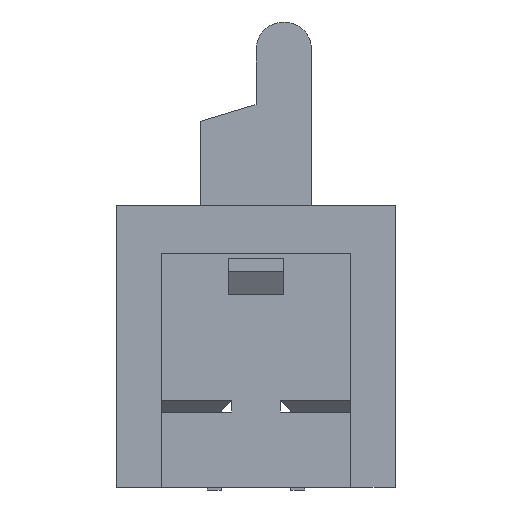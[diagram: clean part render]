
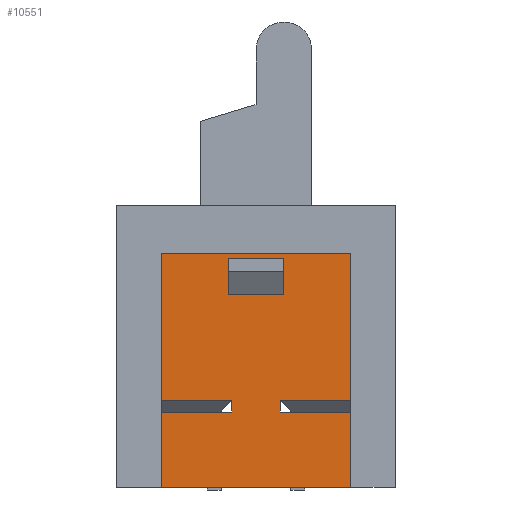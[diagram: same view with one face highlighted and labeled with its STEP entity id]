
A CAD part, left-side view. The second image highlights one B-rep face of the part: STEP entity #10551.
In plain terms, the highlighted planar face has unit normal (-1, 0, 0).
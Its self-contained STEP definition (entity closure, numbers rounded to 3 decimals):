
#26 = CARTESIAN_POINT ( 'NONE',  ( 1.355, -1.7, 2.35 ) ) ;
#212 = CARTESIAN_POINT ( 'NONE',  ( 1.355, 0.439, -0.5 ) ) ;
#223 = VERTEX_POINT ( 'NONE', #1985 ) ;
#292 = EDGE_CURVE ( 'NONE', #223, #4556, #9934, .T. ) ;
#403 = EDGE_CURVE ( 'NONE', #4556, #7890, #12091, .T. ) ;
#459 = VECTOR ( 'NONE', #10718, 1000. ) ;
#513 = VECTOR ( 'NONE', #5788, 1000. ) ;
#564 = ORIENTED_EDGE ( 'NONE', *, *, #8604, .T. ) ;
#799 = LINE ( 'NONE', #2650, #10296 ) ;
#940 = LINE ( 'NONE', #1892, #2849 ) ;
#967 = DIRECTION ( 'NONE',  ( 0., -1., 0. ) ) ;
#1127 = LINE ( 'NONE', #1898, #2259 ) ;
#1291 = CARTESIAN_POINT ( 'NONE',  ( 1.355, 0.439, 0.5 ) ) ;
#1296 = VERTEX_POINT ( 'NONE', #7623 ) ;
#1336 = LINE ( 'NONE', #11132, #4753 ) ;
#1657 = CARTESIAN_POINT ( 'NONE',  ( 1.355, 1.7, 2.35 ) ) ;
#1747 = VERTEX_POINT ( 'NONE', #7737 ) ;
#1794 = ORIENTED_EDGE ( 'NONE', *, *, #4057, .T. ) ;
#1817 = CARTESIAN_POINT ( 'NONE',  ( 1.355, -0.5, 1.6 ) ) ;
#1892 = CARTESIAN_POINT ( 'NONE',  ( 1.355, 0.5, 1.6 ) ) ;
#1898 = CARTESIAN_POINT ( 'NONE',  ( 1.355, 1.7, 2.35 ) ) ;
#1985 = CARTESIAN_POINT ( 'NONE',  ( 1.355, -0.439, -0.5 ) ) ;
#2011 = LINE ( 'NONE', #5920, #5532 ) ;
#2077 = DIRECTION ( 'NONE',  ( 0., -1., 0. ) ) ;
#2252 = VECTOR ( 'NONE', #2077, 1000. ) ;
#2259 = VECTOR ( 'NONE', #10733, 1000. ) ;
#2327 = ORIENTED_EDGE ( 'NONE', *, *, #8204, .F. ) ;
#2540 = CARTESIAN_POINT ( 'NONE',  ( 1.355, 1.7, -1.85 ) ) ;
#2650 = CARTESIAN_POINT ( 'NONE',  ( 1.355, -2.5, -0.3 ) ) ;
#2681 = DIRECTION ( 'NONE',  ( 0., 0., -1. ) ) ;
#2707 = CARTESIAN_POINT ( 'NONE',  ( 1.355, -0.5, 2.25 ) ) ;
#2738 = ORIENTED_EDGE ( 'NONE', *, *, #7126, .F. ) ;
#2763 = ORIENTED_EDGE ( 'NONE', *, *, #11876, .F. ) ;
#2849 = VECTOR ( 'NONE', #7844, 1000. ) ;
#3167 = ORIENTED_EDGE ( 'NONE', *, *, #11874, .T. ) ;
#3435 = ORIENTED_EDGE ( 'NONE', *, *, #8276, .F. ) ;
#3475 = EDGE_CURVE ( 'NONE', #8684, #1747, #1127, .T. ) ;
#3722 = EDGE_CURVE ( 'NONE', #7597, #4845, #11480, .T. ) ;
#3842 = VERTEX_POINT ( 'NONE', #7834 ) ;
#3969 = VERTEX_POINT ( 'NONE', #6901 ) ;
#4002 = ORIENTED_EDGE ( 'NONE', *, *, #3722, .T. ) ;
#4024 = DIRECTION ( 'NONE',  ( 0., -1., 0. ) ) ;
#4057 = EDGE_CURVE ( 'NONE', #5650, #3969, #1336, .T. ) ;
#4158 = VERTEX_POINT ( 'NONE', #10043 ) ;
#4167 = VERTEX_POINT ( 'NONE', #5177 ) ;
#4264 = DIRECTION ( 'NONE',  ( 0., -1., 0. ) ) ;
#4394 = VECTOR ( 'NONE', #4264, 1000. ) ;
#4462 = ORIENTED_EDGE ( 'NONE', *, *, #9742, .F. ) ;
#4556 = VERTEX_POINT ( 'NONE', #7917 ) ;
#4750 = EDGE_CURVE ( 'NONE', #1747, #6683, #799, .T. ) ;
#4753 = VECTOR ( 'NONE', #7037, 1000. ) ;
#4845 = VERTEX_POINT ( 'NONE', #9153 ) ;
#4968 = DIRECTION ( 'NONE',  ( 0., 0., -1. ) ) ;
#5103 = LINE ( 'NONE', #9786, #7189 ) ;
#5171 = VECTOR ( 'NONE', #967, 1000. ) ;
#5177 = CARTESIAN_POINT ( 'NONE',  ( 1.355, -1.7, -0.3 ) ) ;
#5327 = ORIENTED_EDGE ( 'NONE', *, *, #10798, .T. ) ;
#5497 = EDGE_LOOP ( 'NONE', ( #8014, #2738, #3167, #4002 ) ) ;
#5524 = DIRECTION ( 'NONE',  ( 0., -1., 0. ) ) ;
#5532 = VECTOR ( 'NONE', #4968, 1000. ) ;
#5566 = DIRECTION ( 'NONE',  ( 1., 0., 0. ) ) ;
#5650 = VERTEX_POINT ( 'NONE', #7206 ) ;
#5788 = DIRECTION ( 'NONE',  ( 0., -1., 0. ) ) ;
#5920 = CARTESIAN_POINT ( 'NONE',  ( 1.355, -0.439, 0.5 ) ) ;
#6065 = CARTESIAN_POINT ( 'NONE',  ( 1.355, -1.7, -1.85 ) ) ;
#6158 = LINE ( 'NONE', #1291, #8605 ) ;
#6173 = CARTESIAN_POINT ( 'NONE',  ( 1.355, -0.439, -0.3 ) ) ;
#6511 = FACE_BOUND ( 'NONE', #5497, .T. ) ;
#6683 = VERTEX_POINT ( 'NONE', #11208 ) ;
#6757 = ORIENTED_EDGE ( 'NONE', *, *, #4750, .T. ) ;
#6862 = DIRECTION ( 'NONE',  ( 0., 0., -1. ) ) ;
#6901 = CARTESIAN_POINT ( 'NONE',  ( 1.355, 1.7, -1.85 ) ) ;
#7020 = EDGE_CURVE ( 'NONE', #7364, #4167, #7207, .T. ) ;
#7037 = DIRECTION ( 'NONE',  ( 0., 0., -1. ) ) ;
#7126 = EDGE_CURVE ( 'NONE', #4158, #1296, #940, .T. ) ;
#7129 = CARTESIAN_POINT ( 'NONE',  ( 1.355, 1.7, -0.5 ) ) ;
#7137 = CARTESIAN_POINT ( 'NONE',  ( 1.355, -2.5, -0.3 ) ) ;
#7147 = LINE ( 'NONE', #2540, #4394 ) ;
#7170 = EDGE_LOOP ( 'NONE', ( #3435, #9328, #4462, #2763, #8730, #6757, #564, #2327, #1794, #5327, #12031, #8858 ) ) ;
#7189 = VECTOR ( 'NONE', #4024, 1000. ) ;
#7206 = CARTESIAN_POINT ( 'NONE',  ( 1.355, 1.7, -0.5 ) ) ;
#7207 = LINE ( 'NONE', #7137, #11848 ) ;
#7364 = VERTEX_POINT ( 'NONE', #6173 ) ;
#7480 = FACE_OUTER_BOUND ( 'NONE', #7170, .T. ) ;
#7597 = VERTEX_POINT ( 'NONE', #2707 ) ;
#7623 = CARTESIAN_POINT ( 'NONE',  ( 1.355, 0.5, 1.6 ) ) ;
#7737 = CARTESIAN_POINT ( 'NONE',  ( 1.355, 1.7, -0.3 ) ) ;
#7779 = VECTOR ( 'NONE', #12435, 1000. ) ;
#7834 = CARTESIAN_POINT ( 'NONE',  ( 1.355, -1.7, 2.35 ) ) ;
#7844 = DIRECTION ( 'NONE',  ( 0., 0., -1. ) ) ;
#7890 = VERTEX_POINT ( 'NONE', #6065 ) ;
#7895 = CARTESIAN_POINT ( 'NONE',  ( 1.355, 1.7, 2.35 ) ) ;
#7917 = CARTESIAN_POINT ( 'NONE',  ( 1.355, -1.7, -0.5 ) ) ;
#8014 = ORIENTED_EDGE ( 'NONE', *, *, #9371, .F. ) ;
#8037 = LINE ( 'NONE', #7129, #2252 ) ;
#8204 = EDGE_CURVE ( 'NONE', #5650, #11903, #8037, .T. ) ;
#8276 = EDGE_CURVE ( 'NONE', #7364, #223, #2011, .T. ) ;
#8604 = EDGE_CURVE ( 'NONE', #6683, #11903, #6158, .T. ) ;
#8605 = VECTOR ( 'NONE', #6862, 1000. ) ;
#8684 = VERTEX_POINT ( 'NONE', #7895 ) ;
#8697 = AXIS2_PLACEMENT_3D ( 'NONE', #1657, #5566, #2681 ) ;
#8730 = ORIENTED_EDGE ( 'NONE', *, *, #3475, .T. ) ;
#8858 = ORIENTED_EDGE ( 'NONE', *, *, #292, .F. ) ;
#9153 = CARTESIAN_POINT ( 'NONE',  ( 1.355, -0.5, 1.6 ) ) ;
#9328 = ORIENTED_EDGE ( 'NONE', *, *, #7020, .T. ) ;
#9371 = EDGE_CURVE ( 'NONE', #1296, #4845, #5103, .T. ) ;
#9499 = CARTESIAN_POINT ( 'NONE',  ( 1.355, 1.7, 2.35 ) ) ;
#9501 = VECTOR ( 'NONE', #5524, 1000. ) ;
#9691 = LINE ( 'NONE', #9499, #9501 ) ;
#9742 = EDGE_CURVE ( 'NONE', #3842, #4167, #12571, .T. ) ;
#9786 = CARTESIAN_POINT ( 'NONE',  ( 1.355, 0.5, 1.6 ) ) ;
#9934 = LINE ( 'NONE', #10696, #5171 ) ;
#10043 = CARTESIAN_POINT ( 'NONE',  ( 1.355, 0.5, 2.25 ) ) ;
#10296 = VECTOR ( 'NONE', #10657, 1000. ) ;
#10423 = PLANE ( 'NONE',  #8697 ) ;
#10551 = ADVANCED_FACE ( 'NONE', ( #7480, #6511 ), #10423, .F. ) ;
#10580 = LINE ( 'NONE', #10647, #513 ) ;
#10647 = CARTESIAN_POINT ( 'NONE',  ( 1.355, 0.5, 2.25 ) ) ;
#10657 = DIRECTION ( 'NONE',  ( 0., -1., 0. ) ) ;
#10696 = CARTESIAN_POINT ( 'NONE',  ( 1.355, 1.7, -0.5 ) ) ;
#10718 = DIRECTION ( 'NONE',  ( 0., 0., -1. ) ) ;
#10733 = DIRECTION ( 'NONE',  ( 0., 0., -1. ) ) ;
#10798 = EDGE_CURVE ( 'NONE', #3969, #7890, #7147, .T. ) ;
#11070 = CARTESIAN_POINT ( 'NONE',  ( 1.355, -1.7, 2.35 ) ) ;
#11132 = CARTESIAN_POINT ( 'NONE',  ( 1.355, 1.7, 2.35 ) ) ;
#11136 = DIRECTION ( 'NONE',  ( 0., 0., -1. ) ) ;
#11208 = CARTESIAN_POINT ( 'NONE',  ( 1.355, 0.439, -0.3 ) ) ;
#11480 = LINE ( 'NONE', #1817, #7779 ) ;
#11848 = VECTOR ( 'NONE', #12139, 1000. ) ;
#11874 = EDGE_CURVE ( 'NONE', #4158, #7597, #10580, .T. ) ;
#11876 = EDGE_CURVE ( 'NONE', #8684, #3842, #9691, .T. ) ;
#11903 = VERTEX_POINT ( 'NONE', #212 ) ;
#12031 = ORIENTED_EDGE ( 'NONE', *, *, #403, .F. ) ;
#12091 = LINE ( 'NONE', #11070, #12525 ) ;
#12139 = DIRECTION ( 'NONE',  ( 0., -1., 0. ) ) ;
#12435 = DIRECTION ( 'NONE',  ( 0., 0., -1. ) ) ;
#12525 = VECTOR ( 'NONE', #11136, 1000. ) ;
#12571 = LINE ( 'NONE', #26, #459 ) ;
